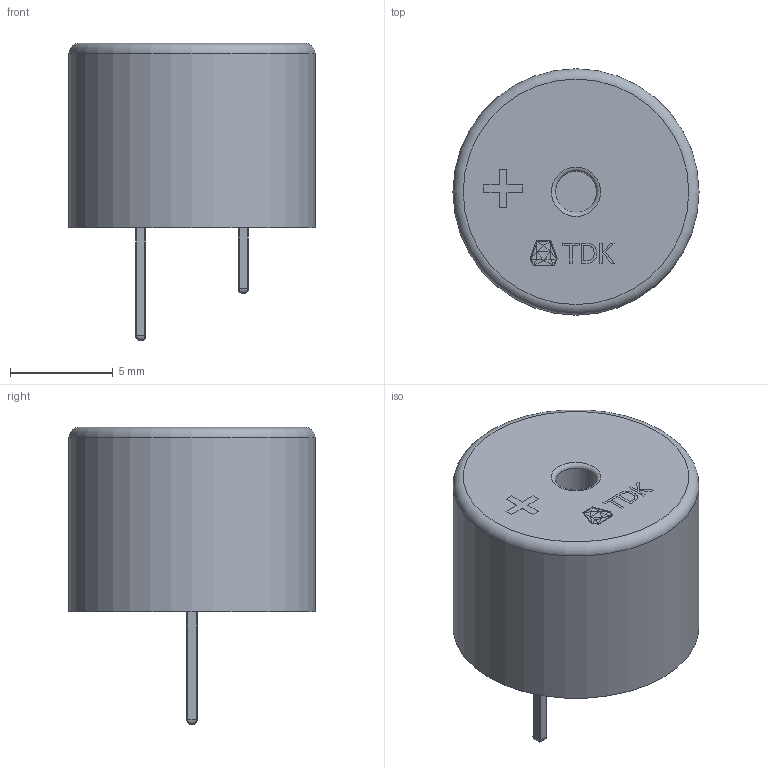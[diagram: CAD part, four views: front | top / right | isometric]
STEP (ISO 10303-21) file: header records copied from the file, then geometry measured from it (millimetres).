
FILE_DESCRIPTION(/* description */ (''),/* implementation_level */ '2;1');
FILE_NAME(/* name */ 'SD1209T5-A1.stp',/* time_stamp */ '2020-10-18T13:23:53+02:00',/* author */ ('AbuBakr'),/* organization */ (''),/* preprocessor_version */ 'ST-DEVELOPER v17',/* originating_system */ 'Autodesk Inventor 2019',/* authorisation */ '');
FILE_SCHEMA (('AUTOMOTIVE_DESIGN { 1 0 10303 214 3 1 1 }'));
Length unit declared in the file: millimetre
Products named in the file (5): SD1209T5-A1; Body; Leads; Plus_Sign; TDK_Logo
Assembly tree (4 placements, depth 2):
  SD1209T5-A1
    Body
    Leads
    Plus_Sign
    TDK_Logo
Bounding box: 12 x 12 x 14.5 mm (x, y, z)
Volume: 1013.5 mm3; surface area: 595.2 mm2
Topology: 15 solids, 15 shells, 173 faces, 421 edges, 281 vertices
Faces by surface type: plane 110, cylinder 45, bspline 16, torus 2
Full cylindrical faces by diameter (mm): 2 x1, 12 x1
Entity records: 5302 total; most frequent: CARTESIAN_POINT 1121, DIRECTION 816, ORIENTED_EDGE 804, EDGE_CURVE 402, LINE 290, VECTOR 290, AXIS2_PLACEMENT_3D 263, VERTEX_POINT 260
